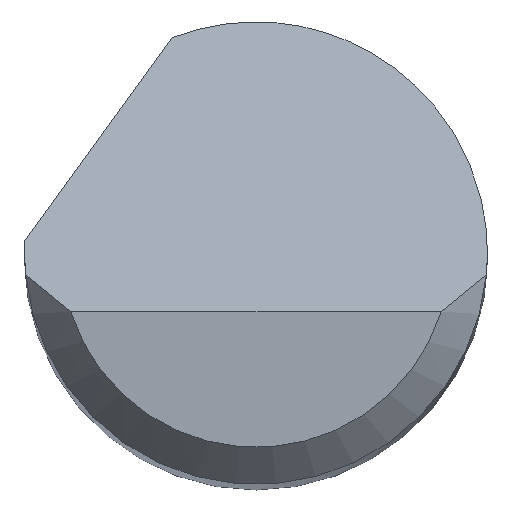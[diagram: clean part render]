
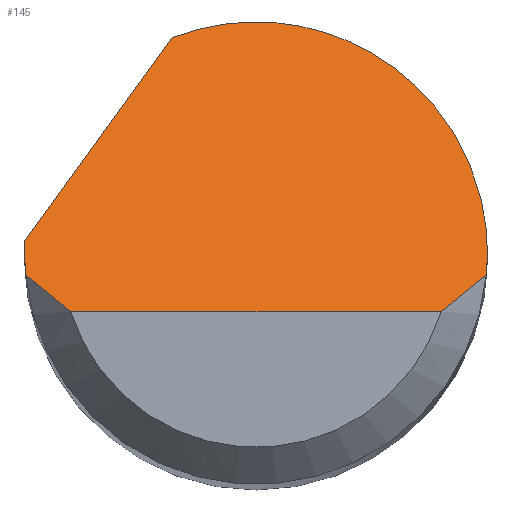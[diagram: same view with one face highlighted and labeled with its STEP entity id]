
A CAD part, top view. The second image highlights one B-rep face of the part: STEP entity #145.
In plain terms, the highlighted planar face has unit normal (0, 0.707, 0.707).
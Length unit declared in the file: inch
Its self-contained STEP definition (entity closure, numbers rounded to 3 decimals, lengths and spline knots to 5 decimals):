
#3 = CARTESIAN_POINT ( 'NONE',  ( -0.09334, -0.00875, 1.485 ) ) ;
#42 = CARTESIAN_POINT ( 'NONE',  ( 0.07508, -0.02375, 1.5 ) ) ;
#43 = CARTESIAN_POINT ( 'NONE',  ( -0.07508, -0.02375, 1.5 ) ) ;
#44 = EDGE_CURVE ( 'NONE', #159, #626, #750, .T. ) ;
#54 = DIRECTION ( 'NONE',  ( 0.456, 0.629, -0.629 ) ) ;
#55 =( BOUNDED_CURVE ( )  B_SPLINE_CURVE ( 3, ( #421, #427, #432, #134 ),
 .UNSPECIFIED., .F., .F. ) 
 B_SPLINE_CURVE_WITH_KNOTS ( ( 4, 4 ),
 ( 1.5708, 1.66427 ),
 .UNSPECIFIED. ) 
 CURVE ( )  GEOMETRIC_REPRESENTATION_ITEM ( )  RATIONAL_B_SPLINE_CURVE ( ( 1., 0.999, 0.999, 1. ) ) 
 REPRESENTATION_ITEM ( '' )  );
#69 = CARTESIAN_POINT ( 'NONE',  ( -0.07508, -0.02375, 1.5 ) ) ;
#89 = VERTEX_POINT ( 'NONE', #43 ) ;
#97 = CARTESIAN_POINT ( 'NONE',  ( 0.08761, -0.01397, 1.49022 ) ) ;
#123 = CARTESIAN_POINT ( 'NONE',  ( -0.09334, -0.00875, 1.485 ) ) ;
#131 = CARTESIAN_POINT ( 'NONE',  ( -0.08157, -0.019, 1.49525 ) ) ;
#134 = CARTESIAN_POINT ( 'NONE',  ( 0.09334, -0.00875, 1.485 ) ) ;
#145 = ADVANCED_FACE ( 'NONE', ( #430 ), #349, .F. ) ;
#159 = VERTEX_POINT ( 'NONE', #479 ) ;
#161 = LINE ( 'NONE', #409, #439 ) ;
#164 = VERTEX_POINT ( 'NONE', #542 ) ;
#173 = CARTESIAN_POINT ( 'NONE',  ( 0.08157, -0.019, 1.49525 ) ) ;
#174 = CARTESIAN_POINT ( 'NONE',  ( -0.09371, 0.00333, 1.47292 ) ) ;
#178 = VECTOR ( 'NONE', #54, 39.37008 ) ;
#180 = EDGE_CURVE ( 'NONE', #746, #159, #596, .T. ) ;
#207 = EDGE_CURVE ( 'NONE', #557, #622, #676, .T. ) ;
#239 = DIRECTION ( 'NONE',  ( 0., 0.707, -0.707 ) ) ;
#248 = CARTESIAN_POINT ( 'NONE',  ( 0.09375, 0.07266, 1.40359 ) ) ;
#252 = CARTESIAN_POINT ( 'NONE',  ( -0.09375, -0.00292, 1.47917 ) ) ;
#257 = CARTESIAN_POINT ( 'NONE',  ( 0.09375, 0., 1.47625 ) ) ;
#278 = ORIENTED_EDGE ( 'NONE', *, *, #515, .T. ) ;
#334 = ORIENTED_EDGE ( 'NONE', *, *, #493, .T. ) ;
#339 = CARTESIAN_POINT ( 'NONE',  ( 0.09334, -0.00875, 1.485 ) ) ;
#342 = CARTESIAN_POINT ( 'NONE',  ( -0.11014, -0.01781, 1.49406 ) ) ;
#346 = AXIS2_PLACEMENT_3D ( 'NONE', #736, #722, #239 ) ;
#349 = PLANE ( 'NONE',  #346 ) ;
#354 = B_SPLINE_CURVE_WITH_KNOTS ( 'NONE', 3,
 ( #3, #357, #131, #69 ),
 .UNSPECIFIED., .F., .F.,
 ( 4, 4 ),
 ( 0., 0.00071 ),
 .UNSPECIFIED. ) ;
#357 = CARTESIAN_POINT ( 'NONE',  ( -0.08761, -0.01397, 1.49022 ) ) ;
#359 = CARTESIAN_POINT ( 'NONE',  ( -0.09361, -0.00584, 1.48209 ) ) ;
#361 = CARTESIAN_POINT ( 'NONE',  ( -0.09334, -0.00875, 1.485 ) ) ;
#370 = CARTESIAN_POINT ( 'NONE',  ( -0.03394, 0.08739, 1.38886 ) ) ;
#388 = ORIENTED_EDGE ( 'NONE', *, *, #207, .F. ) ;
#409 = CARTESIAN_POINT ( 'NONE',  ( 0., -0.02375, 1.5 ) ) ;
#418 = CARTESIAN_POINT ( 'NONE',  ( 0.07508, -0.02375, 1.5 ) ) ;
#419 = CARTESIAN_POINT ( 'NONE',  ( -0.09362, 0.005, 1.47125 ) ) ;
#421 = CARTESIAN_POINT ( 'NONE',  ( 0.09375, 0., 1.47625 ) ) ;
#427 = CARTESIAN_POINT ( 'NONE',  ( 0.09375, -0.00292, 1.47917 ) ) ;
#430 = FACE_OUTER_BOUND ( 'NONE', #570, .T. ) ;
#432 = CARTESIAN_POINT ( 'NONE',  ( 0.09361, -0.00584, 1.48209 ) ) ;
#434 = EDGE_CURVE ( 'NONE', #626, #557, #704, .T. ) ;
#439 = VECTOR ( 'NONE', #517, 39.37008 ) ;
#470 = CARTESIAN_POINT ( 'NONE',  ( -0.09375, 0.00167, 1.47458 ) ) ;
#479 = CARTESIAN_POINT ( 'NONE',  ( -0.09375, 0., 1.47625 ) ) ;
#483 = CARTESIAN_POINT ( 'NONE',  ( -0.03394, 0.08739, 1.38886 ) ) ;
#487 = CARTESIAN_POINT ( 'NONE',  ( 0.09375, 0., 1.47625 ) ) ;
#493 = EDGE_CURVE ( 'NONE', #696, #164, #510, .T. ) ;
#507 = ORIENTED_EDGE ( 'NONE', *, *, #180, .F. ) ;
#510 = B_SPLINE_CURVE_WITH_KNOTS ( 'NONE', 3,
 ( #42, #173, #97, #339 ),
 .UNSPECIFIED., .F., .F.,
 ( 4, 4 ),
 ( 0., 0.00071 ),
 .UNSPECIFIED. ) ;
#515 = EDGE_CURVE ( 'NONE', #89, #696, #161, .T. ) ;
#517 = DIRECTION ( 'NONE',  ( 1., 0., 0. ) ) ;
#527 = ORIENTED_EDGE ( 'NONE', *, *, #434, .F. ) ;
#542 = CARTESIAN_POINT ( 'NONE',  ( 0.09334, -0.00875, 1.485 ) ) ;
#557 = VERTEX_POINT ( 'NONE', #370 ) ;
#561 = ORIENTED_EDGE ( 'NONE', *, *, #633, .T. ) ;
#570 = EDGE_LOOP ( 'NONE', ( #278, #334, #623, #388, #527, #707, #507, #561 ) ) ;
#596 =( BOUNDED_CURVE ( )  B_SPLINE_CURVE ( 3, ( #123, #359, #252, #607 ),
 .UNSPECIFIED., .F., .F. ) 
 B_SPLINE_CURVE_WITH_KNOTS ( ( 4, 4 ),
 ( 4.61892, 4.71239 ),
 .UNSPECIFIED. ) 
 CURVE ( )  GEOMETRIC_REPRESENTATION_ITEM ( )  RATIONAL_B_SPLINE_CURVE ( ( 1., 0.999, 0.999, 1. ) ) 
 REPRESENTATION_ITEM ( '' )  );
#607 = CARTESIAN_POINT ( 'NONE',  ( -0.09375, 0., 1.47625 ) ) ;
#612 = CARTESIAN_POINT ( 'NONE',  ( 0.03379, 0.11369, 1.36256 ) ) ;
#622 = VERTEX_POINT ( 'NONE', #257 ) ;
#623 = ORIENTED_EDGE ( 'NONE', *, *, #680, .F. ) ;
#626 = VERTEX_POINT ( 'NONE', #419 ) ;
#633 = EDGE_CURVE ( 'NONE', #746, #89, #354, .T. ) ;
#649 = CARTESIAN_POINT ( 'NONE',  ( -0.09375, 0., 1.47625 ) ) ;
#676 =( BOUNDED_CURVE ( )  B_SPLINE_CURVE ( 3, ( #483, #612, #248, #487 ),
 .UNSPECIFIED., .F., .F. ) 
 B_SPLINE_CURVE_WITH_KNOTS ( ( 4, 4 ),
 ( 5.91277, 7.85398 ),
 .UNSPECIFIED. ) 
 CURVE ( )  GEOMETRIC_REPRESENTATION_ITEM ( )  RATIONAL_B_SPLINE_CURVE ( ( 1., 0.71, 0.71, 1. ) ) 
 REPRESENTATION_ITEM ( '' )  );
#680 = EDGE_CURVE ( 'NONE', #622, #164, #55, .T. ) ;
#696 = VERTEX_POINT ( 'NONE', #418 ) ;
#704 = LINE ( 'NONE', #342, #178 ) ;
#707 = ORIENTED_EDGE ( 'NONE', *, *, #44, .F. ) ;
#715 = CARTESIAN_POINT ( 'NONE',  ( -0.09362, 0.005, 1.47125 ) ) ;
#722 = DIRECTION ( 'NONE',  ( 0., -0.707, -0.707 ) ) ;
#736 = CARTESIAN_POINT ( 'NONE',  ( -0.09375, -0.02375, 1.5 ) ) ;
#746 = VERTEX_POINT ( 'NONE', #361 ) ;
#750 =( BOUNDED_CURVE ( )  B_SPLINE_CURVE ( 3, ( #649, #470, #174, #715 ),
 .UNSPECIFIED., .F., .F. ) 
 B_SPLINE_CURVE_WITH_KNOTS ( ( 4, 4 ),
 ( 4.71239, 4.76575 ),
 .UNSPECIFIED. ) 
 CURVE ( )  GEOMETRIC_REPRESENTATION_ITEM ( )  RATIONAL_B_SPLINE_CURVE ( ( 1., 1., 1., 1. ) ) 
 REPRESENTATION_ITEM ( '' )  );
